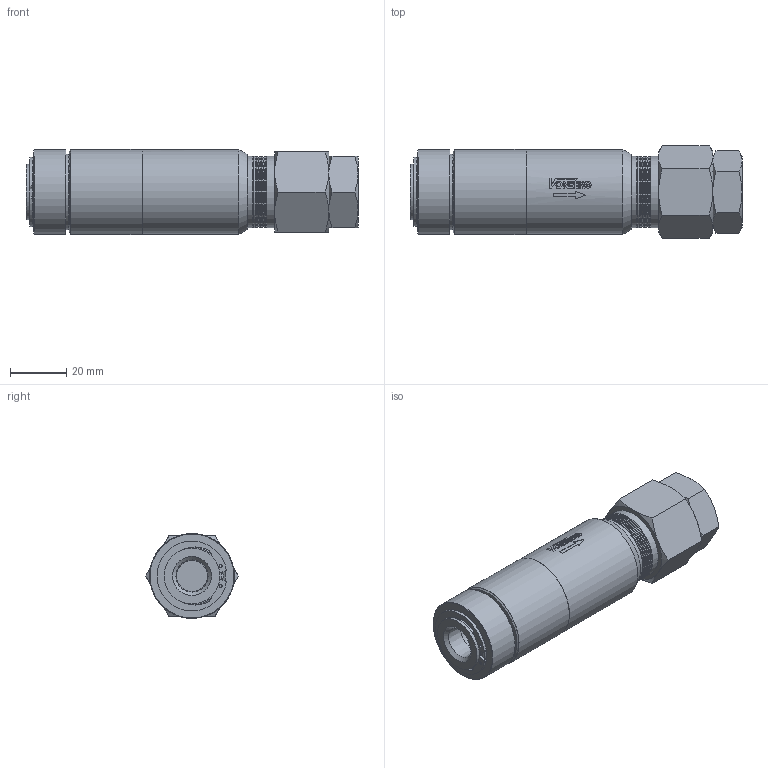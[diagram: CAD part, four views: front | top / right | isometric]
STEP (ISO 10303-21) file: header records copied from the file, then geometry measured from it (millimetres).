
FILE_DESCRIPTION((''),'2;1');
FILE_NAME('31002.stp','2015-02-05T10:22:41',('jml'),(''),'Autodesk Inventor 2010','Autodesk Inventor 2010','');
FILE_SCHEMA(('AUTOMOTIVE_DESIGN { 1 0 10303 214 1 1 1 1 }'));
Length unit declared in the file: inch
Products named in the file (10): 31002 (LevelofDetail1); 221128; 320159; 320160; 320161; 910 O-RING; 019 O-RING; 020 O-RING; 019 BACKUP; 918078
Assembly tree (10 placements, depth 2):
  31002 (LevelofDetail1)
    221128
    320159
    320160
    320161
    910 O-RING
    019 O-RING
    020 O-RING
    019 BACKUP  x2
    918078
Bounding box: 118.36 x 33 x 30.31 mm (x, y, z)
Volume: 64510 mm3; surface area: 38559.6 mm2
Topology: 10 solids, 10 shells, 300 faces, 701 edges, 444 vertices
Faces by surface type: plane 102, cylinder 79, cone 70, bspline 45, torus 4
Full cylindrical faces by diameter (mm): 1.067 x2, 3.581 x12, 13.335 x1, 13.894 x2, 14.91 x2, 15.824 x2, 17.399 x2, 18.694 x1, 19.685 x1, 19.812 x1, 19.837 x1, 20.549 x1, 21.26 x2, 21.565 x1, 22.047 x1, 22.225 x2, 22.53 x1, 23.749 x2, 23.8 x2, 24.232 x1, 25.349 x8, 27 x1, 30.175 x2, 30.328 x1
Entity records: 14182 total; most frequent: CARTESIAN_POINT 7945, DIRECTION 1120, ORIENTED_EDGE 1090, EDGE_CURVE 545, AXIS2_PLACEMENT_3D 482, EDGE_LOOP 476, VERTEX_POINT 405, FACE_OUTER_BOUND 296
